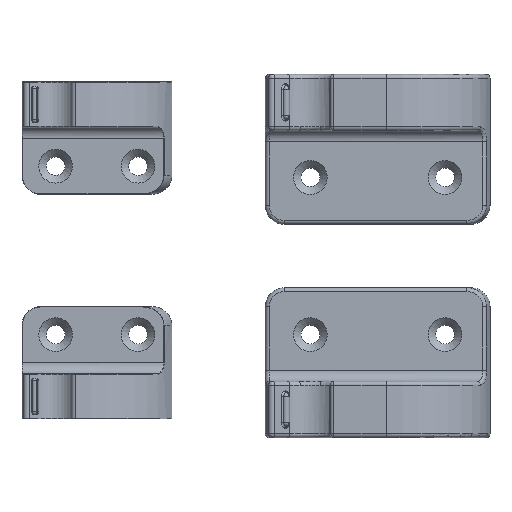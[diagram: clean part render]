
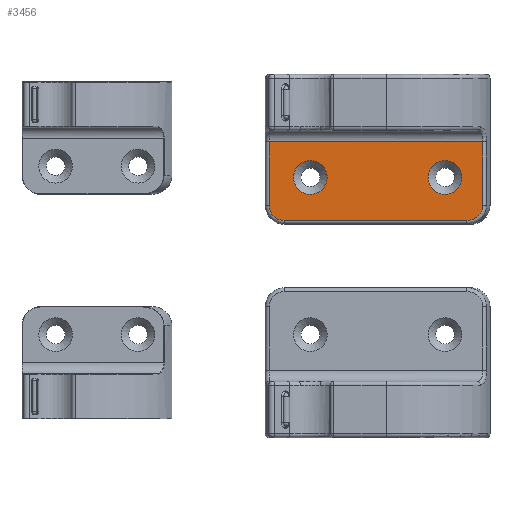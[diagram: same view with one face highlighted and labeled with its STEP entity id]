
A CAD part, top view. The second image highlights one B-rep face of the part: STEP entity #3456.
In plain terms, the highlighted face is planar.
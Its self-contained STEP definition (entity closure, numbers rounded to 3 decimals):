
#65=B_SPLINE_CURVE_WITH_KNOTS('',3,(#5933,#5934,#5935,#5936,#5937),
 .UNSPECIFIED.,.F.,.F.,(4,1,4),(-0.646,-0.277,0.),
 .UNSPECIFIED.);
#103=FACE_BOUND('',#1013,.T.);
#104=FACE_BOUND('',#1014,.T.);
#154=PLANE('',#3849);
#256=LINE('',#5939,#462);
#257=LINE('',#5941,#463);
#258=LINE('',#5943,#464);
#259=LINE('',#5946,#465);
#462=VECTOR('',#4624,10.);
#463=VECTOR('',#4625,10.);
#464=VECTOR('',#4626,10.);
#465=VECTOR('',#4629,10.);
#772=FACE_OUTER_BOUND('',#1012,.T.);
#1012=EDGE_LOOP('',(#2630,#2631,#2632,#2633,#2634,#2635));
#1013=EDGE_LOOP('',(#2636));
#1014=EDGE_LOOP('',(#2637));
#1291=CIRCLE('',#3847,4.5);
#1293=CIRCLE('',#3850,4.);
#1294=CIRCLE('',#3851,4.5);
#1576=VERTEX_POINT('',#5925);
#1578=VERTEX_POINT('',#5931);
#1579=VERTEX_POINT('',#5932);
#1580=VERTEX_POINT('',#5938);
#1581=VERTEX_POINT('',#5940);
#1582=VERTEX_POINT('',#5942);
#1583=VERTEX_POINT('',#5944);
#1584=VERTEX_POINT('',#5947);
#1947=EDGE_CURVE('',#1576,#1576,#1291,.T.);
#1950=EDGE_CURVE('',#1578,#1579,#65,.T.);
#1951=EDGE_CURVE('',#1579,#1580,#256,.T.);
#1952=EDGE_CURVE('',#1580,#1581,#257,.T.);
#1953=EDGE_CURVE('',#1581,#1582,#258,.T.);
#1954=EDGE_CURVE('',#1582,#1583,#1293,.T.);
#1955=EDGE_CURVE('',#1583,#1578,#259,.T.);
#1956=EDGE_CURVE('',#1584,#1584,#1294,.T.);
#2630=ORIENTED_EDGE('',*,*,#1950,.T.);
#2631=ORIENTED_EDGE('',*,*,#1951,.T.);
#2632=ORIENTED_EDGE('',*,*,#1952,.T.);
#2633=ORIENTED_EDGE('',*,*,#1953,.T.);
#2634=ORIENTED_EDGE('',*,*,#1954,.T.);
#2635=ORIENTED_EDGE('',*,*,#1955,.T.);
#2636=ORIENTED_EDGE('',*,*,#1956,.T.);
#2637=ORIENTED_EDGE('',*,*,#1947,.T.);
#3456=ADVANCED_FACE('',(#772,#103,#104),#154,.F.);
#3847=AXIS2_PLACEMENT_3D('',#5926,#4617,#4618);
#3849=AXIS2_PLACEMENT_3D('',#5930,#4622,#4623);
#3850=AXIS2_PLACEMENT_3D('',#5945,#4627,#4628);
#3851=AXIS2_PLACEMENT_3D('',#5948,#4630,#4631);
#4617=DIRECTION('center_axis',(-1.,0.,0.));
#4618=DIRECTION('ref_axis',(0.,1.,0.));
#4622=DIRECTION('center_axis',(-1.,0.,0.));
#4623=DIRECTION('ref_axis',(0.,0.,1.));
#4624=DIRECTION('',(0.,-1.,0.));
#4625=DIRECTION('',(0.,0.,-1.));
#4626=DIRECTION('',(0.,1.,0.));
#4627=DIRECTION('center_axis',(1.,0.,0.));
#4628=DIRECTION('ref_axis',(0.,0.707,-0.707));
#4629=DIRECTION('',(0.,0.,1.));
#4630=DIRECTION('center_axis',(-1.,0.,0.));
#4631=DIRECTION('ref_axis',(0.,1.,0.));
#5925=CARTESIAN_POINT('',(5.,3.,18.));
#5926=CARTESIAN_POINT('Origin',(5.,7.5,18.));
#5930=CARTESIAN_POINT('Origin',(5.,0.,0.));
#5931=CARTESIAN_POINT('',(5.,19.,23.851));
#5932=CARTESIAN_POINT('',(5.,15.,28.075));
#5933=CARTESIAN_POINT('Ctrl Pts',(5.,19.,23.851));
#5934=CARTESIAN_POINT('Ctrl Pts',(5.,19.,25.082));
#5935=CARTESIAN_POINT('Ctrl Pts',(5.,18.069,27.247));
#5936=CARTESIAN_POINT('Ctrl Pts',(5.,15.923,28.075));
#5937=CARTESIAN_POINT('Ctrl Pts',(5.,15.,28.075));
#5938=CARTESIAN_POINT('',(5.,-2.,28.075));
#5939=CARTESIAN_POINT('',(5.,20.,28.075));
#5940=CARTESIAN_POINT('',(5.,-2.,-29.));
#5941=CARTESIAN_POINT('',(5.,-2.,15.));
#5942=CARTESIAN_POINT('',(5.,15.,-29.));
#5943=CARTESIAN_POINT('',(5.,10.,-29.));
#5944=CARTESIAN_POINT('',(5.,19.,-25.));
#5945=CARTESIAN_POINT('Origin',(5.,15.,-25.));
#5946=CARTESIAN_POINT('',(5.,19.,15.));
#5947=CARTESIAN_POINT('',(5.,3.,-18.));
#5948=CARTESIAN_POINT('Origin',(5.,7.5,-18.));
